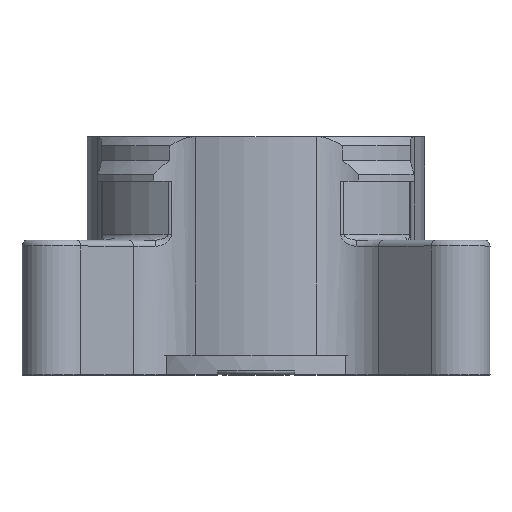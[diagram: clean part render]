
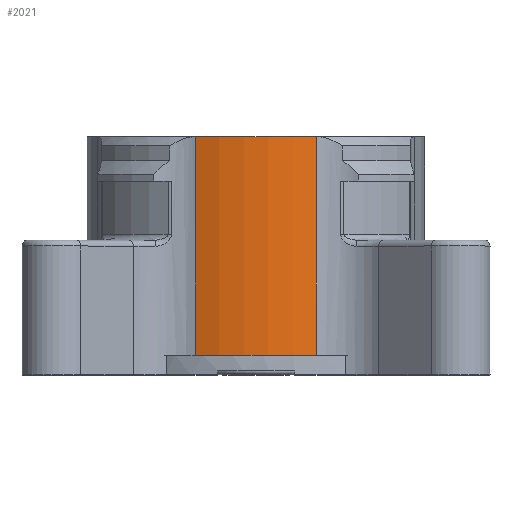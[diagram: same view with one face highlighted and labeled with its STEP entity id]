
A CAD part, top view. The second image highlights one B-rep face of the part: STEP entity #2021.
In plain terms, the highlighted cylindrical face has radius 2.204 mm (diameter 4.409 mm), a partial arc.
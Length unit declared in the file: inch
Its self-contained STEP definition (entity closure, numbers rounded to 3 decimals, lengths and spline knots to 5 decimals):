
#39 = DIRECTION ( 'NONE',  ( 1., 0., 0. ) ) ;
#77 = VERTEX_POINT ( 'NONE', #4255 ) ;
#409 = CARTESIAN_POINT ( 'NONE',  ( -0.03097, 0.01, 0.08107 ) ) ;
#497 = AXIS2_PLACEMENT_3D ( 'NONE', #4373, #1323, #624 ) ;
#624 = DIRECTION ( 'NONE',  ( 1., 0., 0. ) ) ;
#851 = AXIS2_PLACEMENT_3D ( 'NONE', #2802, #3846, #39 ) ;
#1115 = VECTOR ( 'NONE', #2330, 39.37008 ) ;
#1138 = CARTESIAN_POINT ( 'NONE',  ( 0.03097, 0.01, 0.08107 ) ) ;
#1163 = VECTOR ( 'NONE', #2980, 39.37008 ) ;
#1188 = EDGE_CURVE ( 'NONE', #3237, #2880, #4161, .T. ) ;
#1323 = DIRECTION ( 'NONE',  ( 0., -1., 0. ) ) ;
#1422 = LINE ( 'NONE', #4315, #1115 ) ;
#1734 = EDGE_LOOP ( 'NONE', ( #2903, #3628, #3099, #1863 ) ) ;
#1863 = ORIENTED_EDGE ( 'NONE', *, *, #2517, .T. ) ;
#2021 = ADVANCED_FACE ( 'NONE', ( #4301 ), #2421, .T. ) ;
#2280 = AXIS2_PLACEMENT_3D ( 'NONE', #2382, #3067, #2435 ) ;
#2330 = DIRECTION ( 'NONE',  ( 0., -1., 0. ) ) ;
#2382 = CARTESIAN_POINT ( 'NONE',  ( 0., -0.06795, 0. ) ) ;
#2421 = CYLINDRICAL_SURFACE ( 'NONE', #2280, 0.08678 ) ;
#2435 = DIRECTION ( 'NONE',  ( -1., 0., 0. ) ) ;
#2517 = EDGE_CURVE ( 'NONE', #77, #2880, #1422, .T. ) ;
#2720 = LINE ( 'NONE', #3032, #1163 ) ;
#2743 = EDGE_CURVE ( 'NONE', #3237, #4211, #2720, .T. ) ;
#2802 = CARTESIAN_POINT ( 'NONE',  ( 0., 0.12205, 0. ) ) ;
#2880 = VERTEX_POINT ( 'NONE', #409 ) ;
#2903 = ORIENTED_EDGE ( 'NONE', *, *, #1188, .F. ) ;
#2980 = DIRECTION ( 'NONE',  ( 0., 1., 0. ) ) ;
#3032 = CARTESIAN_POINT ( 'NONE',  ( 0.03097, -0.06795, 0.08107 ) ) ;
#3067 = DIRECTION ( 'NONE',  ( 0., 1., 0. ) ) ;
#3099 = ORIENTED_EDGE ( 'NONE', *, *, #3186, .T. ) ;
#3186 = EDGE_CURVE ( 'NONE', #4211, #77, #4279, .T. ) ;
#3237 = VERTEX_POINT ( 'NONE', #1138 ) ;
#3628 = ORIENTED_EDGE ( 'NONE', *, *, #2743, .T. ) ;
#3750 = CARTESIAN_POINT ( 'NONE',  ( 0.03097, 0.12205, 0.08107 ) ) ;
#3846 = DIRECTION ( 'NONE',  ( 0., -1., 0. ) ) ;
#4161 = CIRCLE ( 'NONE', #497, 0.08678 ) ;
#4211 = VERTEX_POINT ( 'NONE', #3750 ) ;
#4255 = CARTESIAN_POINT ( 'NONE',  ( -0.03097, 0.12205, 0.08107 ) ) ;
#4279 = CIRCLE ( 'NONE', #851, 0.08678 ) ;
#4301 = FACE_OUTER_BOUND ( 'NONE', #1734, .T. ) ;
#4315 = CARTESIAN_POINT ( 'NONE',  ( -0.03097, -0.06795, 0.08107 ) ) ;
#4373 = CARTESIAN_POINT ( 'NONE',  ( 0., 0.01, 0. ) ) ;
